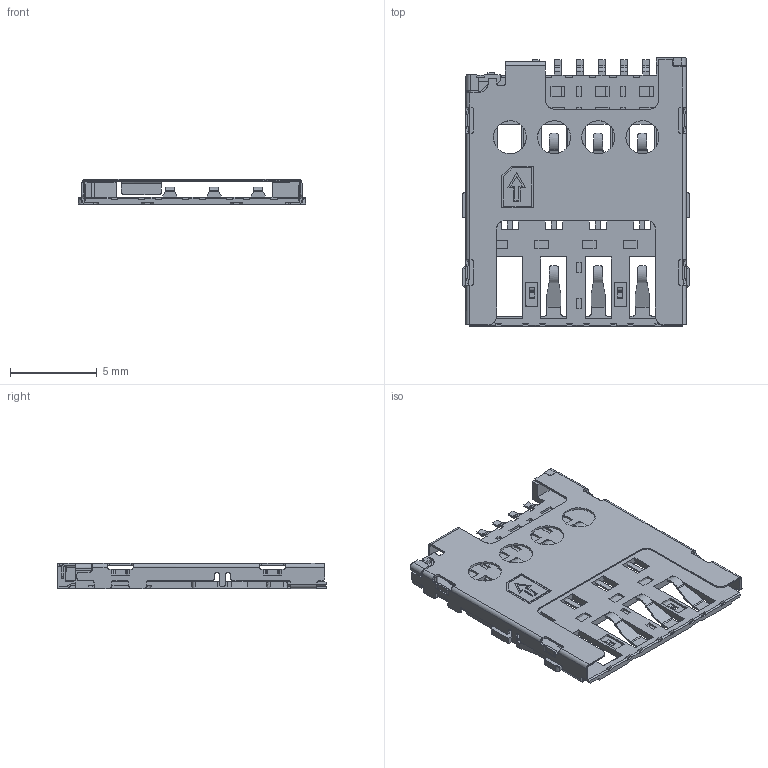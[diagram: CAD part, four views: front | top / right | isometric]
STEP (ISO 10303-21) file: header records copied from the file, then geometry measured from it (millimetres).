
FILE_DESCRIPTION (( 'STEP AP203' ), '1' );
FILE_NAME ('LCK-SIM-007P6H145-WLG.STEP', '2025-01-15T08:55:10', ( 'admin' ), ( '' ), 'SwSTEP 2.0', 'SolidWorks 2022', '' );
FILE_SCHEMA (( 'CONFIG_CONTROL_DESIGN' ));
Length unit declared in the file: millimetre
Products named in the file (1): LCK-SIM-007P6H145-WLG
Bounding box: 13.05 x 15.45 x 1.45 mm (x, y, z)
Volume: 71.1 mm3; surface area: 811.7 mm2
Topology: 6 solids, 6 shells, 1271 faces, 3726 edges, 2476 vertices
Faces by surface type: bspline 1271
Entity records: 41263 total; most frequent: CARTESIAN_POINT 19231, ORIENTED_EDGE 7452, EDGE_CURVE 3726, B_SPLINE_CURVE_WITH_KNOTS 3358, VERTEX_POINT 2476, EDGE_LOOP 1392, ADVANCED_FACE 1271, FACE_OUTER_BOUND 1271
